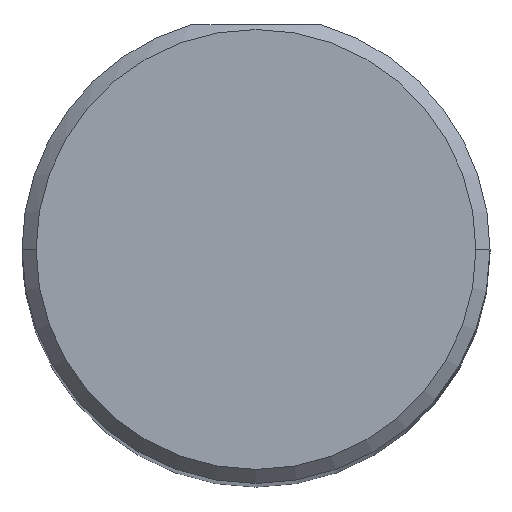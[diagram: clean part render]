
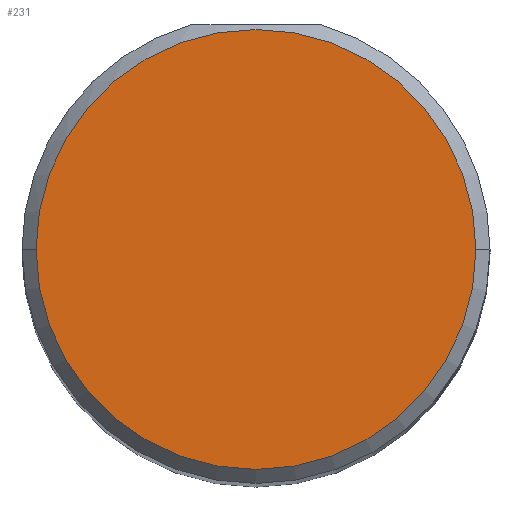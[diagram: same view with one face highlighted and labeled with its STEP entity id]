
A CAD part, top view. The second image highlights one B-rep face of the part: STEP entity #231.
In plain terms, the highlighted planar face has unit normal (0, 0, 1).
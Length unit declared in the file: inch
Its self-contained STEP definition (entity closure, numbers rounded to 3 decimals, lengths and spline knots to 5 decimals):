
#8 = CARTESIAN_POINT ( 'NONE',  ( 1.235, 0., 3. ) ) ;
#18 = DIRECTION ( 'NONE',  ( -1., 0., 0. ) ) ;
#93 = AXIS2_PLACEMENT_3D ( 'NONE', #549, #421, #230 ) ;
#109 = PLANE ( 'NONE',  #583 ) ;
#133 = CIRCLE ( 'NONE', #93, 0.235 ) ;
#134 = VERTEX_POINT ( 'NONE', #8 ) ;
#155 = CARTESIAN_POINT ( 'NONE',  ( 0.765, 0., 3. ) ) ;
#162 = EDGE_LOOP ( 'NONE', ( #320, #568 ) ) ;
#168 = CIRCLE ( 'NONE', #192, 0.235 ) ;
#192 = AXIS2_PLACEMENT_3D ( 'NONE', #445, #594, #307 ) ;
#230 = DIRECTION ( 'NONE',  ( -1., 0., 0. ) ) ;
#231 = ADVANCED_FACE ( 'NONE', ( #303 ), #109, .T. ) ;
#256 = CARTESIAN_POINT ( 'NONE',  ( 1., 0., 3. ) ) ;
#303 = FACE_OUTER_BOUND ( 'NONE', #162, .T. ) ;
#307 = DIRECTION ( 'NONE',  ( -1., 0., 0. ) ) ;
#320 = ORIENTED_EDGE ( 'NONE', *, *, #629, .F. ) ;
#421 = DIRECTION ( 'NONE',  ( 0., 0., -1. ) ) ;
#431 = VERTEX_POINT ( 'NONE', #155 ) ;
#445 = CARTESIAN_POINT ( 'NONE',  ( 1., 0., 3. ) ) ;
#450 = EDGE_CURVE ( 'NONE', #431, #134, #168, .T. ) ;
#500 = DIRECTION ( 'NONE',  ( 0., 0., 1. ) ) ;
#549 = CARTESIAN_POINT ( 'NONE',  ( 1., 0., 3. ) ) ;
#568 = ORIENTED_EDGE ( 'NONE', *, *, #450, .F. ) ;
#583 = AXIS2_PLACEMENT_3D ( 'NONE', #256, #500, #18 ) ;
#594 = DIRECTION ( 'NONE',  ( 0., 0., -1. ) ) ;
#629 = EDGE_CURVE ( 'NONE', #134, #431, #133, .T. ) ;
